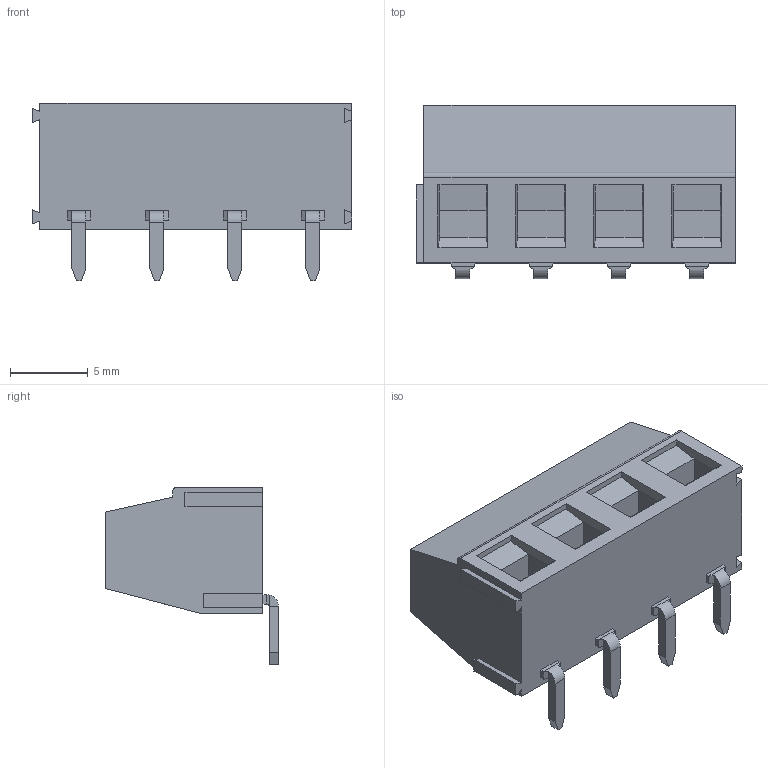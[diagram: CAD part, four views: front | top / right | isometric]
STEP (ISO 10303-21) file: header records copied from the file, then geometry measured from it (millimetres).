
FILE_DESCRIPTION (( 'STEP AP214' ), '1' );
FILE_NAME ('DG127R-5.0-04P-4Y-00AH.STEP', '2021-01-02T23:38:19', ( '' ), ( '' ), 'SwSTEP 2.0', 'SolidWorks 2020', '' );
FILE_SCHEMA (( 'AUTOMOTIVE_DESIGN' ));
Length unit declared in the file: millimetre
Products named in the file (1): DG127R-5.0-04P-4Y-00AH
Bounding box: 20.5 x 11.1 x 11.4 mm (x, y, z)
Volume: 1261.7 mm3; surface area: 1289 mm2
Topology: 1 solids, 1 shells, 503 faces, 1327 edges, 870 vertices
Faces by surface type: plane 335, bspline 131, cylinder 25, torus 12
Entity records: 26263 total; most frequent: CARTESIAN_POINT 10320, ORIENTED_EDGE 2654, DIRECTION 1845, EDGE_CURVE 1327, LINE 935, VECTOR 935, VERTEX_POINT 870, EDGE_LOOP 547
